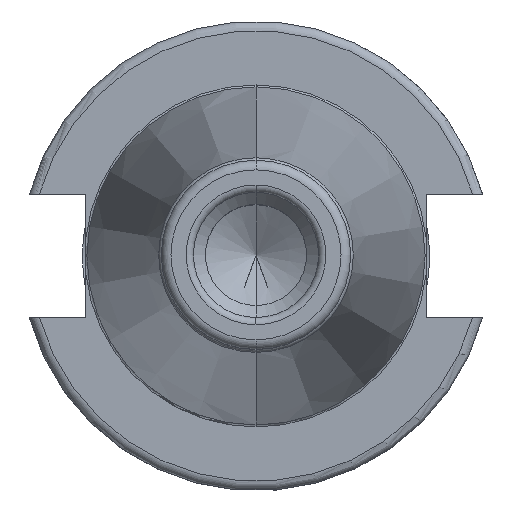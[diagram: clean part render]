
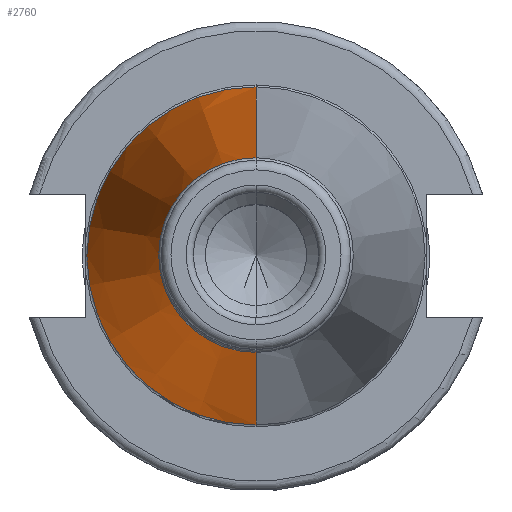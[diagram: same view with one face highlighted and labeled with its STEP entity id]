
A CAD part, top view. The second image highlights one B-rep face of the part: STEP entity #2760.
In plain terms, the highlighted conical face has half-angle 8.297 degrees and reference radius 27.65 mm.
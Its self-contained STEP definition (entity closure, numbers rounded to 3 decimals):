
#338=CARTESIAN_POINT('',(0,0,116.173));
#339=DIRECTION('',(0,0,1));
#340=DIRECTION('',(0,1,0));
#341=AXIS2_PLACEMENT_3D('',#338,#339,#340);
#343=DIRECTION('',(0,-0.144,0.99));
#344=VECTOR('',#343,103.254);
#345=CARTESIAN_POINT('',(0,35.1,14));
#346=LINE('',#345,#344);
#347=DIRECTION('',(0,0.144,0.99));
#348=VECTOR('',#347,103.254);
#349=CARTESIAN_POINT('',(0,-35.1,14));
#350=LINE('',#349,#348);
#351=CARTESIAN_POINT('',(0,0,14));
#352=DIRECTION('',(0,0,1));
#353=DIRECTION('',(0,1,0));
#354=AXIS2_PLACEMENT_3D('',#351,#352,#353);
#1942=CARTESIAN_POINT('',(0,35.1,14));
#1943=VERTEX_POINT('',#1942);
#1944=CARTESIAN_POINT('',(0,20.2,116.173));
#1945=VERTEX_POINT('',#1944);
#1982=CARTESIAN_POINT('',(0,-35.1,14));
#1983=VERTEX_POINT('',#1982);
#1984=CARTESIAN_POINT('',(0,-20.2,116.173));
#1985=VERTEX_POINT('',#1984);
#2746=CARTESIAN_POINT('',(0,0,65.087));
#2747=DIRECTION('',(0,0,-1));
#2748=DIRECTION('',(0,-1,0));
#2749=AXIS2_PLACEMENT_3D('',#2746,#2747,#2748);
#2750=CONICAL_SURFACE('',#2749,27.65,8.297);
#2752=ORIENTED_EDGE('',*,*,#2751,.T.);
#2753=ORIENTED_EDGE('',*,*,#2741,.T.);
#2755=ORIENTED_EDGE('',*,*,#2754,.F.);
#2757=ORIENTED_EDGE('',*,*,#2756,.F.);
#2758=EDGE_LOOP('',(#2752,#2753,#2755,#2757));
#2759=FACE_OUTER_BOUND('',#2758,.F.);
#2760=ADVANCED_FACE('',(#2759),#2750,.T.);
#342=CIRCLE('',#341,20.2);
#355=CIRCLE('',#354,35.1);
#2741=EDGE_CURVE('',#1945,#1985,#342,.T.);
#2751=EDGE_CURVE('',#1943,#1945,#346,.T.);
#2754=EDGE_CURVE('',#1983,#1985,#350,.T.);
#2756=EDGE_CURVE('',#1943,#1983,#355,.T.);
